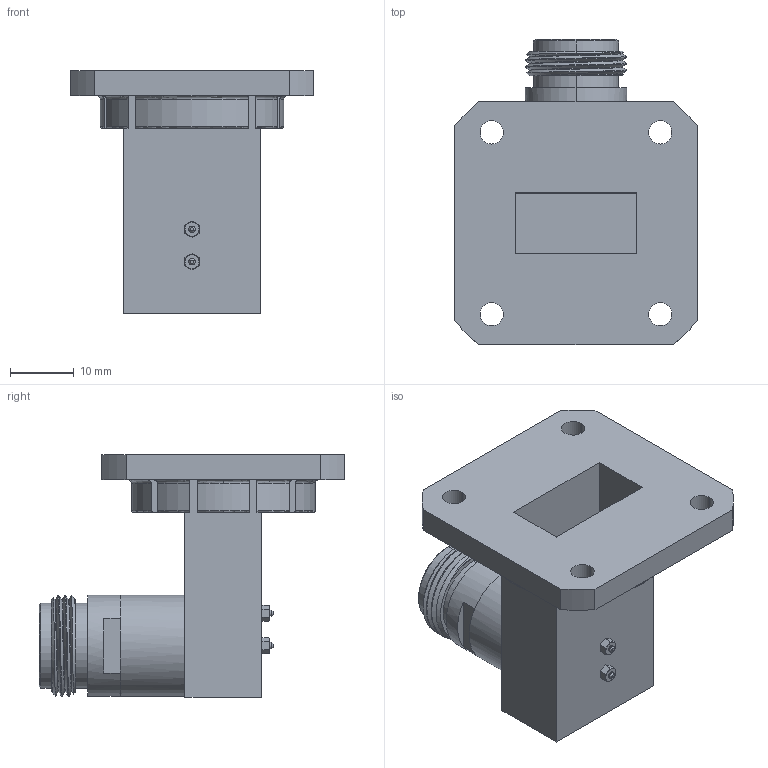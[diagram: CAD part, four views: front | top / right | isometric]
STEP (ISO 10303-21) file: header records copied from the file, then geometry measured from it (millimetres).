
FILE_DESCRIPTION (( 'STEP AP214' ), '1' );
FILE_NAME ('PEWCA1029.step', '2021-05-20T17:05:54', ( '' ), ( '' ), 'SwSTEP 2.0', 'SolidWorks 2020', '' );
FILE_SCHEMA (( 'AUTOMOTIVE_DESIGN' ));
Length unit declared in the file: inch
Products named in the file (3): PEWCA10229; Copy of N FEMALE-SOLID^PEWCA1029; PEWCA1029
Assembly tree (2 placements, depth 2):
  PEWCA1029
    PEWCA10229
    Copy of N FEMALE-SOLID^PEWCA1029
Bounding box: 38.1 x 47.94 x 38.1 mm (x, y, z)
Volume: 12831.9 mm3; surface area: 10612.7 mm2
Topology: 5 solids, 5 shells, 168 faces, 420 edges, 270 vertices
Faces by surface type: plane 72, cylinder 47, cone 28, torus 18, bspline 3
Entity records: 6168 total; most frequent: CARTESIAN_POINT 2040, ORIENTED_EDGE 840, DIRECTION 814, EDGE_CURVE 420, AXIS2_PLACEMENT_3D 307, VERTEX_POINT 270, VECTOR 200, LINE 200
